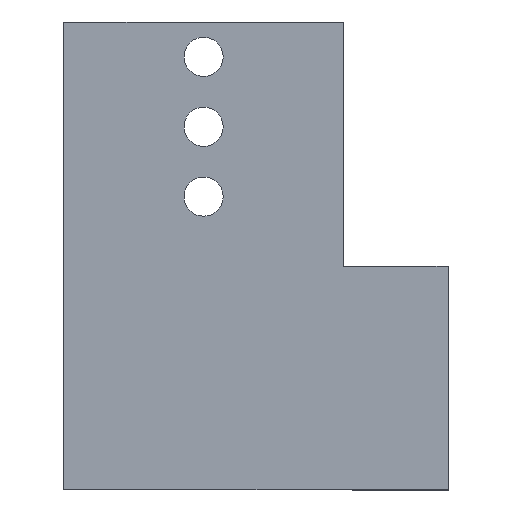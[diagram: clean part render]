
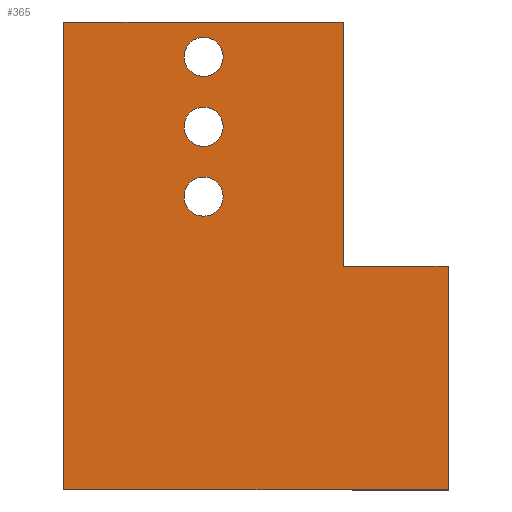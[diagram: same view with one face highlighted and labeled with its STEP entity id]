
A CAD part, left-side view. The second image highlights one B-rep face of the part: STEP entity #365.
In plain terms, the highlighted planar face has unit normal (-1, 0, 0).
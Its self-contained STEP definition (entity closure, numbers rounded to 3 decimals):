
#19=FACE_BOUND('',#64,.T.);
#20=FACE_BOUND('',#65,.T.);
#21=FACE_BOUND('',#66,.T.);
#45=FACE_OUTER_BOUND('',#63,.T.);
#63=EDGE_LOOP('',(#319,#320,#321,#322,#323,#324));
#64=EDGE_LOOP('',(#325));
#65=EDGE_LOOP('',(#326));
#66=EDGE_LOOP('',(#327));
#73=CIRCLE('',#396,1.4);
#75=CIRCLE('',#399,1.4);
#77=CIRCLE('',#402,1.4);
#81=LINE('',#516,#121);
#99=LINE('',#553,#139);
#105=LINE('',#566,#145);
#108=LINE('',#574,#148);
#116=LINE('',#601,#156);
#118=LINE('',#604,#158);
#121=VECTOR('',#417,10.);
#139=VECTOR('',#445,10.);
#145=VECTOR('',#457,10.);
#148=VECTOR('',#468,10.);
#156=VECTOR('',#496,10.);
#158=VECTOR('',#500,10.);
#161=VERTEX_POINT('',#513);
#162=VERTEX_POINT('',#515);
#176=VERTEX_POINT('',#551);
#178=VERTEX_POINT('',#559);
#181=VERTEX_POINT('',#573);
#183=VERTEX_POINT('',#579);
#185=VERTEX_POINT('',#585);
#187=VERTEX_POINT('',#591);
#190=VERTEX_POINT('',#599);
#193=EDGE_CURVE('',#162,#161,#81,.T.);
#212=EDGE_CURVE('',#176,#162,#99,.T.);
#219=EDGE_CURVE('',#178,#176,#105,.T.);
#222=EDGE_CURVE('',#181,#178,#108,.T.);
#225=EDGE_CURVE('',#183,#183,#73,.T.);
#228=EDGE_CURVE('',#185,#185,#75,.T.);
#231=EDGE_CURVE('',#187,#187,#77,.T.);
#236=EDGE_CURVE('',#161,#190,#116,.T.);
#238=EDGE_CURVE('',#190,#181,#118,.T.);
#319=ORIENTED_EDGE('',*,*,#238,.T.);
#320=ORIENTED_EDGE('',*,*,#222,.T.);
#321=ORIENTED_EDGE('',*,*,#219,.T.);
#322=ORIENTED_EDGE('',*,*,#212,.T.);
#323=ORIENTED_EDGE('',*,*,#193,.T.);
#324=ORIENTED_EDGE('',*,*,#236,.T.);
#325=ORIENTED_EDGE('',*,*,#231,.T.);
#326=ORIENTED_EDGE('',*,*,#228,.T.);
#327=ORIENTED_EDGE('',*,*,#225,.T.);
#347=PLANE('',#406);
#365=ADVANCED_FACE('',(#45,#19,#20,#21),#347,.F.);
#396=AXIS2_PLACEMENT_3D('',#580,#473,#474);
#399=AXIS2_PLACEMENT_3D('',#586,#480,#481);
#402=AXIS2_PLACEMENT_3D('',#592,#487,#488);
#406=AXIS2_PLACEMENT_3D('',#605,#501,#502);
#417=DIRECTION('',(0.,1.,0.));
#445=DIRECTION('',(0.,0.,1.));
#457=DIRECTION('',(0.,-1.,0.));
#468=DIRECTION('',(0.,0.,-1.));
#473=DIRECTION('center_axis',(1.,0.,0.));
#474=DIRECTION('ref_axis',(0.,1.,0.));
#480=DIRECTION('center_axis',(1.,0.,0.));
#481=DIRECTION('ref_axis',(0.,1.,0.));
#487=DIRECTION('center_axis',(1.,0.,0.));
#488=DIRECTION('ref_axis',(0.,1.,0.));
#496=DIRECTION('',(0.,0.,1.));
#500=DIRECTION('',(0.,1.,0.));
#501=DIRECTION('center_axis',(1.,0.,0.));
#502=DIRECTION('ref_axis',(0.,1.,0.));
#513=CARTESIAN_POINT('',(-7.5,4.,8.));
#515=CARTESIAN_POINT('',(-7.5,-3.5,8.));
#516=CARTESIAN_POINT('',(-7.5,21.,8.));
#551=CARTESIAN_POINT('',(-7.5,-3.5,-8.));
#553=CARTESIAN_POINT('',(-7.5,-3.5,-8.));
#559=CARTESIAN_POINT('',(-7.5,24.,-8.));
#566=CARTESIAN_POINT('',(-7.5,20.5,-8.));
#573=CARTESIAN_POINT('',(-7.5,24.,25.5));
#574=CARTESIAN_POINT('',(-7.5,24.,25.5));
#579=CARTESIAN_POINT('',(-7.5,12.6,13.));
#580=CARTESIAN_POINT('Origin',(-7.5,14.,13.));
#585=CARTESIAN_POINT('',(-7.5,12.6,18.));
#586=CARTESIAN_POINT('Origin',(-7.5,14.,18.));
#591=CARTESIAN_POINT('',(-7.5,12.6,23.));
#592=CARTESIAN_POINT('Origin',(-7.5,14.,23.));
#599=CARTESIAN_POINT('',(-7.5,4.,25.5));
#601=CARTESIAN_POINT('',(-7.5,4.,8.));
#604=CARTESIAN_POINT('',(-7.5,4.,25.5));
#605=CARTESIAN_POINT('Origin',(-7.5,14.,16.75));
